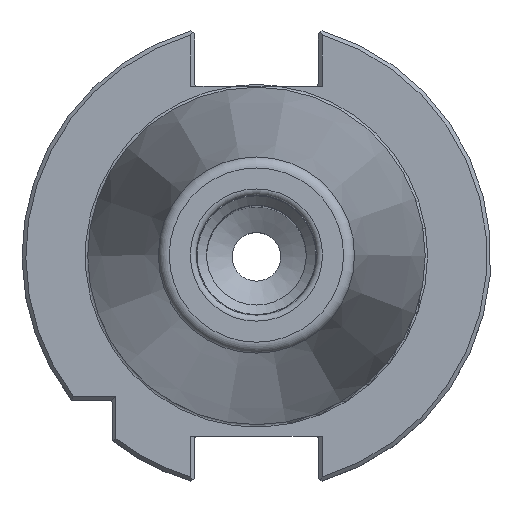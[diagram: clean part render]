
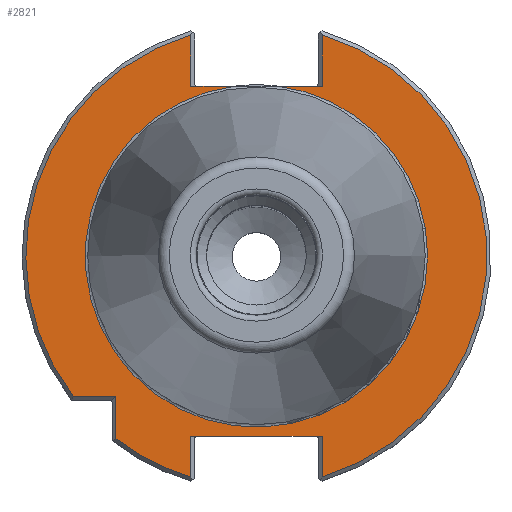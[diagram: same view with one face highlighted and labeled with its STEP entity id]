
A CAD part, top view. The second image highlights one B-rep face of the part: STEP entity #2821.
In plain terms, the highlighted planar face has unit normal (0, 0, 1).
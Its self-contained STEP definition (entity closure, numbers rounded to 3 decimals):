
#106=LINE('',#4021,#202);
#110=LINE('',#4037,#206);
#122=LINE('',#4179,#218);
#127=LINE('',#4193,#223);
#148=LINE('',#4259,#244);
#149=LINE('',#4261,#245);
#150=LINE('',#4263,#246);
#151=LINE('',#4264,#247);
#152=LINE('',#4265,#248);
#202=VECTOR('',#3398,1000.);
#206=VECTOR('',#3408,1000.);
#218=VECTOR('',#3478,1000.);
#223=VECTOR('',#3489,1000.);
#244=VECTOR('',#3548,1000.);
#245=VECTOR('',#3551,1000.);
#246=VECTOR('',#3552,1000.);
#247=VECTOR('',#3553,1000.);
#248=VECTOR('',#3554,1000.);
#359=PLANE('',#3050);
#728=ORIENTED_EDGE('',*,*,#1017,.T.);
#729=ORIENTED_EDGE('',*,*,#1091,.T.);
#730=ORIENTED_EDGE('',*,*,#1092,.F.);
#731=ORIENTED_EDGE('',*,*,#1093,.T.);
#732=ORIENTED_EDGE('',*,*,#1019,.T.);
#733=ORIENTED_EDGE('',*,*,#1061,.T.);
#734=ORIENTED_EDGE('',*,*,#1094,.F.);
#735=ORIENTED_EDGE('',*,*,#1015,.F.);
#736=ORIENTED_EDGE('',*,*,#1095,.F.);
#737=ORIENTED_EDGE('',*,*,#1054,.T.);
#738=ORIENTED_EDGE('',*,*,#1012,.T.);
#739=ORIENTED_EDGE('',*,*,#1011,.T.);
#740=ORIENTED_EDGE('',*,*,#1004,.T.);
#1004=EDGE_CURVE('',#1245,#1244,#106,.T.);
#1011=EDGE_CURVE('',#1248,#1245,#110,.T.);
#1012=EDGE_CURVE('',#1250,#1248,#1404,.T.);
#1015=EDGE_CURVE('',#1252,#1251,#1406,.T.);
#1017=EDGE_CURVE('',#1244,#1253,#1407,.T.);
#1019=EDGE_CURVE('',#1256,#1255,#1408,.T.);
#1054=EDGE_CURVE('',#1279,#1250,#122,.T.);
#1061=EDGE_CURVE('',#1255,#1284,#127,.T.);
#1091=EDGE_CURVE('',#1253,#1302,#148,.T.);
#1092=EDGE_CURVE('',#1303,#1302,#149,.T.);
#1093=EDGE_CURVE('',#1303,#1256,#150,.T.);
#1094=EDGE_CURVE('',#1251,#1284,#151,.T.);
#1095=EDGE_CURVE('',#1279,#1252,#152,.T.);
#1244=VERTEX_POINT('',#4020);
#1245=VERTEX_POINT('',#4022);
#1248=VERTEX_POINT('',#4033);
#1250=VERTEX_POINT('',#4040);
#1251=VERTEX_POINT('',#4047);
#1252=VERTEX_POINT('',#4048);
#1253=VERTEX_POINT('',#4055);
#1255=VERTEX_POINT('',#4063);
#1256=VERTEX_POINT('',#4065);
#1279=VERTEX_POINT('',#4180);
#1284=VERTEX_POINT('',#4192);
#1302=VERTEX_POINT('',#4258);
#1303=VERTEX_POINT('',#4262);
#1404=CIRCLE('',#3000,47.95);
#1406=CIRCLE('',#3003,35.591);
#1407=CIRCLE('',#3005,47.95);
#1408=CIRCLE('',#3007,47.95);
#1578=EDGE_LOOP('',(#728,#729,#730,#731,#732,#733,#734,#735,#736,#737,#738,
#739,#740));
#1765=FACE_BOUND('',#1578,.T.);
#2821=ADVANCED_FACE('',(#1765),#359,.T.);
#3000=AXIS2_PLACEMENT_3D('',#4039,#3411,#3412);
#3003=AXIS2_PLACEMENT_3D('',#4049,#3417,#3418);
#3005=AXIS2_PLACEMENT_3D('',#4056,#3421,#3422);
#3007=AXIS2_PLACEMENT_3D('',#4064,#3425,#3426);
#3050=AXIS2_PLACEMENT_3D('',#4260,#3549,#3550);
#3398=DIRECTION('',(0.,-1.,0.));
#3408=DIRECTION('',(1.,0.,0.));
#3411=DIRECTION('',(0.,0.,1.));
#3412=DIRECTION('',(1.,0.,0.));
#3417=DIRECTION('',(0.,0.,1.));
#3418=DIRECTION('',(1.,0.,0.));
#3421=DIRECTION('',(0.,0.,1.));
#3422=DIRECTION('',(1.,0.,0.));
#3425=DIRECTION('',(0.,0.,1.));
#3426=DIRECTION('',(1.,0.,0.));
#3478=DIRECTION('',(0.,1.,0.));
#3489=DIRECTION('',(0.,-1.,0.));
#3548=DIRECTION('',(0.,1.,0.));
#3549=DIRECTION('',(0.,0.,1.));
#3550=DIRECTION('',(1.,0.,0.));
#3551=DIRECTION('',(-1.,0.,0.));
#3552=DIRECTION('',(0.,-1.,0.));
#3553=DIRECTION('',(1.,0.,0.));
#3554=DIRECTION('',(1.,0.,0.));
#4020=CARTESIAN_POINT('',(-29.2,-38.034,-3.2));
#4021=CARTESIAN_POINT('',(-29.2,-38.616,-3.2));
#4022=CARTESIAN_POINT('',(-29.2,-29.2,-3.2));
#4033=CARTESIAN_POINT('',(-38.034,-29.2,-3.2));
#4037=CARTESIAN_POINT('',(-30.,-29.2,-3.2));
#4039=CARTESIAN_POINT('',(0.,0.,-3.2));
#4040=CARTESIAN_POINT('',(-13.65,45.966,-3.2));
#4047=CARTESIAN_POINT('',(4.543,35.3,-3.2));
#4048=CARTESIAN_POINT('',(-4.543,35.3,-3.2));
#4049=CARTESIAN_POINT('',(0.,0.,-3.2));
#4055=CARTESIAN_POINT('',(-13.65,-45.966,-3.2));
#4056=CARTESIAN_POINT('',(0.,0.,-3.2));
#4063=CARTESIAN_POINT('',(13.65,45.966,-3.2));
#4064=CARTESIAN_POINT('',(0.,0.,-3.2));
#4065=CARTESIAN_POINT('',(13.65,-45.966,-3.2));
#4179=CARTESIAN_POINT('',(-13.65,47.181,-3.2));
#4180=CARTESIAN_POINT('',(-13.65,35.3,-3.2));
#4192=CARTESIAN_POINT('',(13.65,35.3,-3.2));
#4193=CARTESIAN_POINT('',(13.65,35.3,-3.2));
#4258=CARTESIAN_POINT('',(-13.65,-37.5,-3.2));
#4259=CARTESIAN_POINT('',(-13.65,-37.5,-3.2));
#4260=CARTESIAN_POINT('',(35.591,0.,-3.2));
#4261=CARTESIAN_POINT('',(12.85,-37.5,-3.2));
#4262=CARTESIAN_POINT('',(13.65,-37.5,-3.2));
#4263=CARTESIAN_POINT('',(13.65,-47.181,-3.2));
#4264=CARTESIAN_POINT('',(-12.85,35.3,-3.2));
#4265=CARTESIAN_POINT('',(-12.85,35.3,-3.2));
